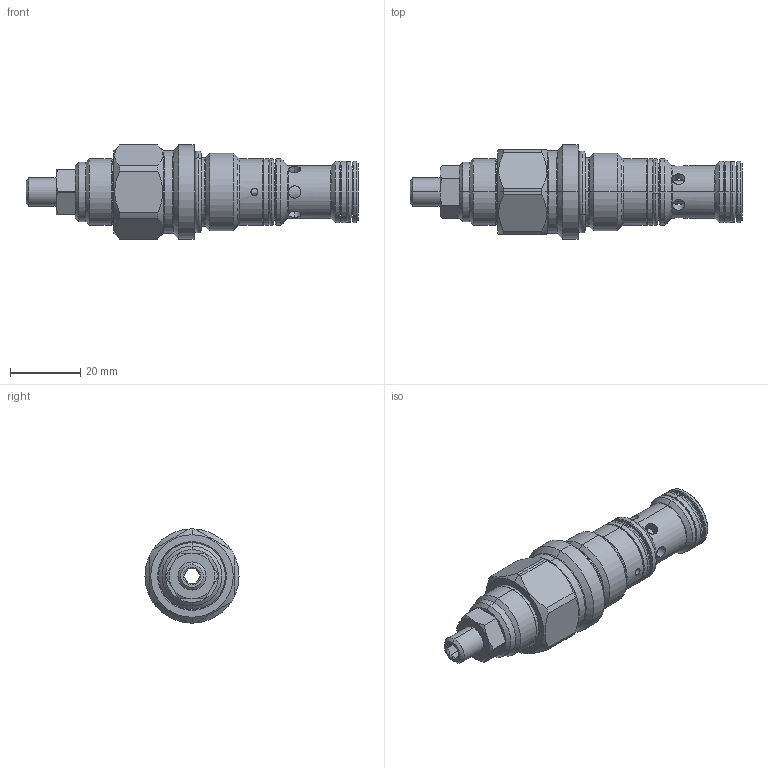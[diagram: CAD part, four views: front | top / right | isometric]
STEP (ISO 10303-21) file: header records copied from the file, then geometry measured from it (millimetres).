
FILE_DESCRIPTION (( 'STEP AP214' ), '1' );
FILE_NAME ('C000D350031000A.STEP', '2019-01-16T12:44:29', ( 'Fabio Pellicciari' ), ( '' ), 'SwSTEP 2.0', 'SolidWorks 2015', '' );
FILE_SCHEMA (( 'AUTOMOTIVE_DESIGN' ));
Length unit declared in the file: millimetre
Products named in the file (1): C000D350031000A
Bounding box: 94.54 x 26.8 x 26.8 mm (x, y, z)
Surface area: 10128.9 mm2 (no closed solid volume)
Topology: 0 solids, 19 shells, 204 faces, 481 edges, 296 vertices
Faces by surface type: cylinder 75, cone 52, plane 43, torus 34
Entity records: 9020 total; most frequent: CARTESIAN_POINT 2003, DIRECTION 1099, ORIENTED_EDGE 878, EDGE_CURVE 481, AXIS2_PLACEMENT_3D 474, VERTEX_POINT 296, CIRCLE 269, EDGE_LOOP 230
